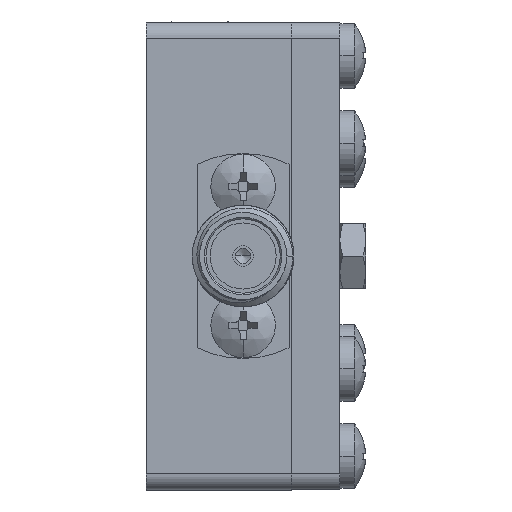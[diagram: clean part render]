
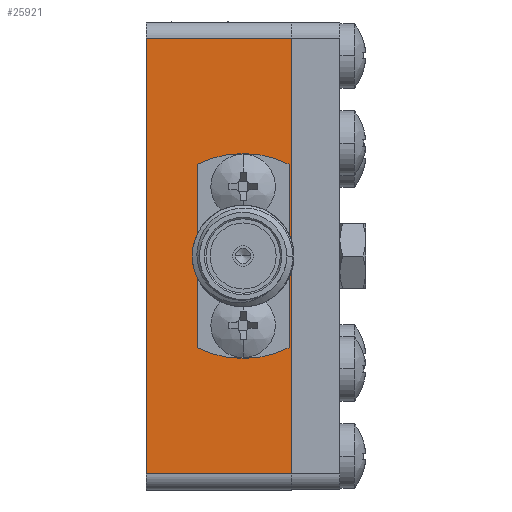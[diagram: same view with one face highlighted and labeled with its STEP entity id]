
A CAD part, left-side view. The second image highlights one B-rep face of the part: STEP entity #25921.
In plain terms, the highlighted planar face has unit normal (-1, 0, 0).
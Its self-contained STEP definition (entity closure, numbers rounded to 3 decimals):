
#358 = CARTESIAN_POINT ( 'NONE',  ( -0.023, -56.65, -28. ) ) ;
#612 = LINE ( 'NONE', #15198, #50282 ) ;
#745 = EDGE_CURVE ( 'NONE', #54412, #35788, #16447, .T. ) ;
#905 = EDGE_CURVE ( 'NONE', #49397, #50771, #40748, .T. ) ;
#1282 = DIRECTION ( 'NONE',  ( 0., 0., -1. ) ) ;
#3425 = CARTESIAN_POINT ( 'NONE',  ( -0.023, -56.65, -20.175 ) ) ;
#4655 = AXIS2_PLACEMENT_3D ( 'NONE', #50679, #8184, #17282 ) ;
#6546 = ORIENTED_EDGE ( 'NONE', *, *, #33448, .T. ) ;
#6923 = DIRECTION ( 'NONE',  ( 0., 1., 0. ) ) ;
#7345 = CARTESIAN_POINT ( 'NONE',  ( -0.023, -62.5, -28. ) ) ;
#8174 = CARTESIAN_POINT ( 'NONE',  ( -0.023, -62.35, -8.825 ) ) ;
#8184 = DIRECTION ( 'NONE',  ( 1., 0., 0. ) ) ;
#9311 = FACE_BOUND ( 'NONE', #36690, .T. ) ;
#10481 = EDGE_CURVE ( 'NONE', #35788, #32096, #58256, .T. ) ;
#11486 = ORIENTED_EDGE ( 'NONE', *, *, #47331, .T. ) ;
#12968 = CARTESIAN_POINT ( 'NONE',  ( -0.023, -62.5, -1. ) ) ;
#13099 = CARTESIAN_POINT ( 'NONE',  ( -0.023, -62.5, -28. ) ) ;
#15198 = CARTESIAN_POINT ( 'NONE',  ( -0.023, -53.5, -28. ) ) ;
#16447 = LINE ( 'NONE', #20993, #30151 ) ;
#16474 = DIRECTION ( 'NONE',  ( 0., 0., -1. ) ) ;
#17282 = DIRECTION ( 'NONE',  ( 0., 0., -1. ) ) ;
#18691 = DIRECTION ( 'NONE',  ( 0., 0., 1. ) ) ;
#18852 = ORIENTED_EDGE ( 'NONE', *, *, #47670, .T. ) ;
#19687 = CARTESIAN_POINT ( 'NONE',  ( -0.023, -53.5, -28. ) ) ;
#20608 = EDGE_LOOP ( 'NONE', ( #11486, #49885, #35563, #24352 ) ) ;
#20993 = CARTESIAN_POINT ( 'NONE',  ( -0.023, -62.35, -28. ) ) ;
#22480 = ORIENTED_EDGE ( 'NONE', *, *, #10481, .T. ) ;
#22651 = PLANE ( 'NONE',  #52858 ) ;
#24352 = ORIENTED_EDGE ( 'NONE', *, *, #59464, .T. ) ;
#24354 = VECTOR ( 'NONE', #58402, 1000. ) ;
#25136 = VERTEX_POINT ( 'NONE', #59669 ) ;
#25332 = CARTESIAN_POINT ( 'NONE',  ( -0.023, -59.5, -14.5 ) ) ;
#25921 = ADVANCED_FACE ( 'NONE', ( #50911, #9311 ), #22651, .F. ) ;
#26014 = CARTESIAN_POINT ( 'NONE',  ( -0.023, -56.65, -8.825 ) ) ;
#28605 = VERTEX_POINT ( 'NONE', #46743 ) ;
#30151 = VECTOR ( 'NONE', #1282, 1000. ) ;
#30193 = DIRECTION ( 'NONE',  ( 1., 0., 0. ) ) ;
#30832 = VECTOR ( 'NONE', #6923, 1000. ) ;
#32096 = VERTEX_POINT ( 'NONE', #3425 ) ;
#33448 = EDGE_CURVE ( 'NONE', #32096, #59414, #45640, .T. ) ;
#33775 = CIRCLE ( 'NONE', #4655, 6.35 ) ;
#35563 = ORIENTED_EDGE ( 'NONE', *, *, #38966, .F. ) ;
#35788 = VERTEX_POINT ( 'NONE', #58612 ) ;
#35937 = AXIS2_PLACEMENT_3D ( 'NONE', #25332, #30193, #43578 ) ;
#36690 = EDGE_LOOP ( 'NONE', ( #18852, #37318, #22480, #6546 ) ) ;
#37318 = ORIENTED_EDGE ( 'NONE', *, *, #745, .T. ) ;
#38966 = EDGE_CURVE ( 'NONE', #25136, #49397, #39565, .T. ) ;
#39565 = LINE ( 'NONE', #58138, #44850 ) ;
#40748 = LINE ( 'NONE', #7345, #24354 ) ;
#41801 = DIRECTION ( 'NONE',  ( 1., 0., 0. ) ) ;
#43578 = DIRECTION ( 'NONE',  ( 0., 0., -1. ) ) ;
#44850 = VECTOR ( 'NONE', #16474, 1000. ) ;
#45640 = LINE ( 'NONE', #358, #47522 ) ;
#46346 = CARTESIAN_POINT ( 'NONE',  ( -0.023, -62.5, -28. ) ) ;
#46743 = CARTESIAN_POINT ( 'NONE',  ( -0.023, -53.5, -1. ) ) ;
#47331 = EDGE_CURVE ( 'NONE', #28605, #50771, #612, .T. ) ;
#47522 = VECTOR ( 'NONE', #55070, 1000. ) ;
#47670 = EDGE_CURVE ( 'NONE', #59414, #54412, #33775, .T. ) ;
#47710 = DIRECTION ( 'NONE',  ( 0., 0., -1. ) ) ;
#49397 = VERTEX_POINT ( 'NONE', #13099 ) ;
#49885 = ORIENTED_EDGE ( 'NONE', *, *, #905, .F. ) ;
#50282 = VECTOR ( 'NONE', #47710, 1000. ) ;
#50679 = CARTESIAN_POINT ( 'NONE',  ( -0.023, -59.5, -14.5 ) ) ;
#50771 = VERTEX_POINT ( 'NONE', #19687 ) ;
#50911 = FACE_OUTER_BOUND ( 'NONE', #20608, .T. ) ;
#52858 = AXIS2_PLACEMENT_3D ( 'NONE', #46346, #41801, #18691 ) ;
#54412 = VERTEX_POINT ( 'NONE', #8174 ) ;
#55070 = DIRECTION ( 'NONE',  ( 0., 0., 1. ) ) ;
#58138 = CARTESIAN_POINT ( 'NONE',  ( -0.023, -62.5, -28. ) ) ;
#58256 = CIRCLE ( 'NONE', #35937, 6.35 ) ;
#58402 = DIRECTION ( 'NONE',  ( 0., 1., 0. ) ) ;
#58612 = CARTESIAN_POINT ( 'NONE',  ( -0.023, -62.35, -20.175 ) ) ;
#58863 = LINE ( 'NONE', #12968, #30832 ) ;
#59414 = VERTEX_POINT ( 'NONE', #26014 ) ;
#59464 = EDGE_CURVE ( 'NONE', #25136, #28605, #58863, .T. ) ;
#59669 = CARTESIAN_POINT ( 'NONE',  ( -0.023, -62.5, -1. ) ) ;
